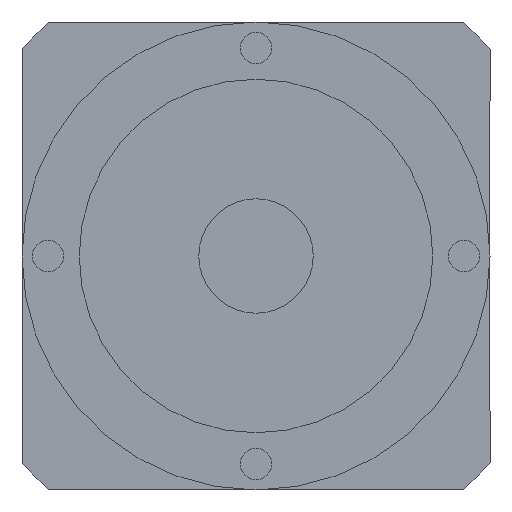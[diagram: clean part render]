
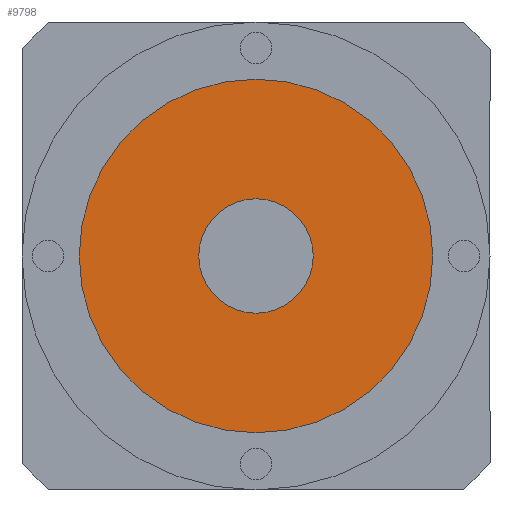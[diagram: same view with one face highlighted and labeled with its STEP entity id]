
A CAD part, front view. The second image highlights one B-rep face of the part: STEP entity #9798.
In plain terms, the highlighted planar face has unit normal (0, -1, 0).
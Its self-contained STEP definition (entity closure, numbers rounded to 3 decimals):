
#59 = DIRECTION ( 'NONE',  ( 0., -1., 0. ) ) ;
#526 = VERTEX_POINT ( 'NONE', #3959 ) ;
#646 = CIRCLE ( 'NONE', #2708, 34. ) ;
#1293 = ORIENTED_EDGE ( 'NONE', *, *, #1778, .T. ) ;
#1778 = EDGE_CURVE ( 'NONE', #9474, #14026, #4556, .T. ) ;
#1822 = DIRECTION ( 'NONE',  ( 0., -1., 0. ) ) ;
#2708 = AXIS2_PLACEMENT_3D ( 'NONE', #4153, #1822, #8991 ) ;
#3574 = CARTESIAN_POINT ( 'NONE',  ( 0., 37.5, 0. ) ) ;
#3860 = EDGE_LOOP ( 'NONE', ( #1293, #8601 ) ) ;
#3878 = ORIENTED_EDGE ( 'NONE', *, *, #14884, .F. ) ;
#3959 = CARTESIAN_POINT ( 'NONE',  ( 0., 37.5, 11. ) ) ;
#4153 = CARTESIAN_POINT ( 'NONE',  ( 0., 37.5, 0. ) ) ;
#4237 = CIRCLE ( 'NONE', #5008, 11. ) ;
#4455 = AXIS2_PLACEMENT_3D ( 'NONE', #8236, #12817, #10300 ) ;
#4556 = CIRCLE ( 'NONE', #13911, 34. ) ;
#5008 = AXIS2_PLACEMENT_3D ( 'NONE', #6201, #59, #9932 ) ;
#5386 = PLANE ( 'NONE',  #7233 ) ;
#6201 = CARTESIAN_POINT ( 'NONE',  ( 0., 37.5, 0. ) ) ;
#6351 = DIRECTION ( 'NONE',  ( 0., 1., 0. ) ) ;
#7233 = AXIS2_PLACEMENT_3D ( 'NONE', #7622, #6351, #12599 ) ;
#7622 = CARTESIAN_POINT ( 'NONE',  ( -11., 37.5, 0. ) ) ;
#7699 = FACE_OUTER_BOUND ( 'NONE', #3860, .T. ) ;
#8236 = CARTESIAN_POINT ( 'NONE',  ( 0., 37.5, 0. ) ) ;
#8554 = CARTESIAN_POINT ( 'NONE',  ( 0., 37.5, -11. ) ) ;
#8601 = ORIENTED_EDGE ( 'NONE', *, *, #13670, .T. ) ;
#8960 = VERTEX_POINT ( 'NONE', #8554 ) ;
#8991 = DIRECTION ( 'NONE',  ( 0., 0., -1. ) ) ;
#9474 = VERTEX_POINT ( 'NONE', #15558 ) ;
#9798 = ADVANCED_FACE ( 'NONE', ( #12294, #7699 ), #5386, .F. ) ;
#9932 = DIRECTION ( 'NONE',  ( 0., 0., -1. ) ) ;
#10017 = ORIENTED_EDGE ( 'NONE', *, *, #11679, .F. ) ;
#10165 = DIRECTION ( 'NONE',  ( 0., 0., -1. ) ) ;
#10300 = DIRECTION ( 'NONE',  ( 0., 0., -1. ) ) ;
#11196 = DIRECTION ( 'NONE',  ( 0., -1., 0. ) ) ;
#11679 = EDGE_CURVE ( 'NONE', #8960, #526, #14076, .T. ) ;
#12294 = FACE_BOUND ( 'NONE', #13281, .T. ) ;
#12599 = DIRECTION ( 'NONE',  ( 0., 0., 1. ) ) ;
#12817 = DIRECTION ( 'NONE',  ( 0., -1., 0. ) ) ;
#13281 = EDGE_LOOP ( 'NONE', ( #10017, #3878 ) ) ;
#13670 = EDGE_CURVE ( 'NONE', #14026, #9474, #646, .T. ) ;
#13911 = AXIS2_PLACEMENT_3D ( 'NONE', #3574, #11196, #10165 ) ;
#14026 = VERTEX_POINT ( 'NONE', #15634 ) ;
#14076 = CIRCLE ( 'NONE', #4455, 11. ) ;
#14884 = EDGE_CURVE ( 'NONE', #526, #8960, #4237, .T. ) ;
#15558 = CARTESIAN_POINT ( 'NONE',  ( 0., 37.5, -34. ) ) ;
#15634 = CARTESIAN_POINT ( 'NONE',  ( 0., 37.5, 34. ) ) ;
